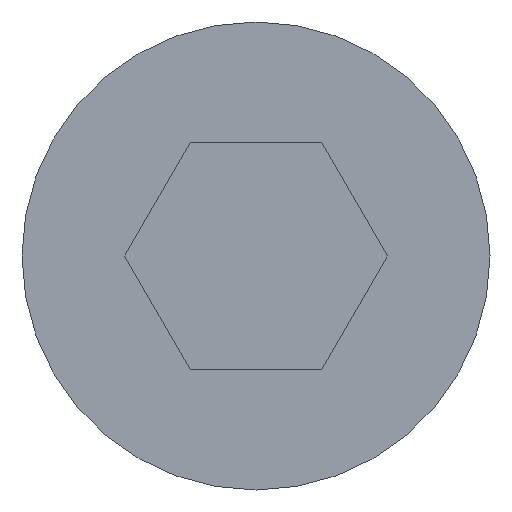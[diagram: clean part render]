
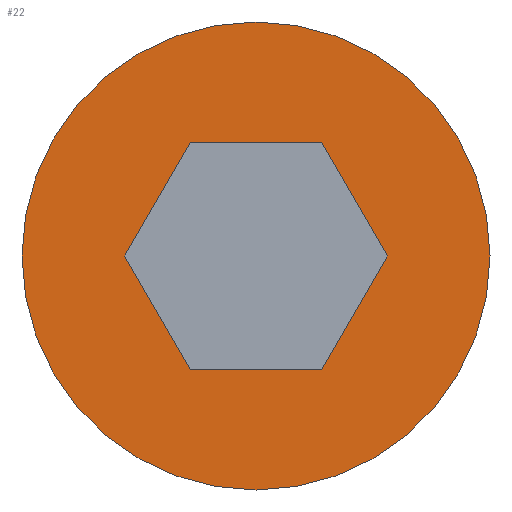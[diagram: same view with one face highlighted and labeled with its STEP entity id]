
A CAD part, front view. The second image highlights one B-rep face of the part: STEP entity #22.
In plain terms, the highlighted planar face has unit normal (0, -1, 0).
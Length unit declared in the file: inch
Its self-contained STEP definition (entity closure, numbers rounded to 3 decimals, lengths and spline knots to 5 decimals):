
#2 = FACE_OUTER_BOUND ( 'NONE', #387, .T. ) ;
#5 = CARTESIAN_POINT ( 'NONE',  ( 0.03157, 0., 0.05469 ) ) ;
#16 = VERTEX_POINT ( 'NONE', #94 ) ;
#22 = ADVANCED_FACE ( 'NONE', ( #338, #2 ), #452, .F. ) ;
#31 = DIRECTION ( 'NONE',  ( 0.5, 0., 0.866 ) ) ;
#37 = DIRECTION ( 'NONE',  ( -1., 0., 0. ) ) ;
#45 = EDGE_LOOP ( 'NONE', ( #369, #202, #189, #49, #190, #58 ) ) ;
#47 = EDGE_CURVE ( 'NONE', #297, #227, #91, .T. ) ;
#49 = ORIENTED_EDGE ( 'NONE', *, *, #398, .F. ) ;
#53 = DIRECTION ( 'NONE',  ( 0., 1., 0. ) ) ;
#58 = ORIENTED_EDGE ( 'NONE', *, *, #425, .F. ) ;
#65 = CARTESIAN_POINT ( 'NONE',  ( 0.06315, 0., 0. ) ) ;
#68 = VERTEX_POINT ( 'NONE', #329 ) ;
#73 = DIRECTION ( 'NONE',  ( -0.5, 0., 0.866 ) ) ;
#91 = CIRCLE ( 'NONE', #251, 0.1125 ) ;
#94 = CARTESIAN_POINT ( 'NONE',  ( -0.06315, 0., 0. ) ) ;
#109 = CARTESIAN_POINT ( 'NONE',  ( -0.03157, 0., -0.05469 ) ) ;
#114 = CARTESIAN_POINT ( 'NONE',  ( 0.06315, 0., 0. ) ) ;
#132 = ORIENTED_EDGE ( 'NONE', *, *, #47, .F. ) ;
#137 = ORIENTED_EDGE ( 'NONE', *, *, #162, .F. ) ;
#162 = EDGE_CURVE ( 'NONE', #227, #297, #172, .T. ) ;
#165 = CARTESIAN_POINT ( 'NONE',  ( 0., 0., 0. ) ) ;
#172 = CIRCLE ( 'NONE', #188, 0.1125 ) ;
#174 = DIRECTION ( 'NONE',  ( 0., 0., 1. ) ) ;
#180 = DIRECTION ( 'NONE',  ( 1., 0., 0. ) ) ;
#188 = AXIS2_PLACEMENT_3D ( 'NONE', #165, #53, #174 ) ;
#189 = ORIENTED_EDGE ( 'NONE', *, *, #325, .F. ) ;
#190 = ORIENTED_EDGE ( 'NONE', *, *, #307, .F. ) ;
#192 = LINE ( 'NONE', #109, #445 ) ;
#198 = DIRECTION ( 'NONE',  ( -0.5, 0., -0.866 ) ) ;
#200 = CARTESIAN_POINT ( 'NONE',  ( -0.03157, 0., 0.05469 ) ) ;
#201 = CARTESIAN_POINT ( 'NONE',  ( 0.03157, 0., -0.05469 ) ) ;
#202 = ORIENTED_EDGE ( 'NONE', *, *, #371, .F. ) ;
#209 = CARTESIAN_POINT ( 'NONE',  ( -0.03157, 0., 0.05469 ) ) ;
#227 = VERTEX_POINT ( 'NONE', #465 ) ;
#234 = CARTESIAN_POINT ( 'NONE',  ( -0.06315, 0., 0. ) ) ;
#251 = AXIS2_PLACEMENT_3D ( 'NONE', #326, #313, #310 ) ;
#260 = VERTEX_POINT ( 'NONE', #300 ) ;
#263 = AXIS2_PLACEMENT_3D ( 'NONE', #409, #407, #391 ) ;
#264 = CARTESIAN_POINT ( 'NONE',  ( 0.03157, 0., -0.05469 ) ) ;
#268 = DIRECTION ( 'NONE',  ( 0.5, 0., -0.866 ) ) ;
#291 = VERTEX_POINT ( 'NONE', #264 ) ;
#297 = VERTEX_POINT ( 'NONE', #299 ) ;
#299 = CARTESIAN_POINT ( 'NONE',  ( 0., 0., 0.1125 ) ) ;
#300 = CARTESIAN_POINT ( 'NONE',  ( 0.03157, 0., 0.05469 ) ) ;
#307 = EDGE_CURVE ( 'NONE', #323, #16, #401, .T. ) ;
#310 = DIRECTION ( 'NONE',  ( 0., 0., 1. ) ) ;
#313 = DIRECTION ( 'NONE',  ( 0., 1., 0. ) ) ;
#315 = VECTOR ( 'NONE', #37, 39.37008 ) ;
#321 = VERTEX_POINT ( 'NONE', #114 ) ;
#323 = VERTEX_POINT ( 'NONE', #209 ) ;
#325 = EDGE_CURVE ( 'NONE', #68, #291, #192, .T. ) ;
#326 = CARTESIAN_POINT ( 'NONE',  ( 0., 0., 0. ) ) ;
#327 = LINE ( 'NONE', #5, #315 ) ;
#329 = CARTESIAN_POINT ( 'NONE',  ( -0.03157, 0., -0.05469 ) ) ;
#331 = EDGE_CURVE ( 'NONE', #321, #260, #379, .T. ) ;
#337 = LINE ( 'NONE', #234, #353 ) ;
#338 = FACE_BOUND ( 'NONE', #45, .T. ) ;
#347 = VECTOR ( 'NONE', #31, 39.37008 ) ;
#349 = LINE ( 'NONE', #201, #347 ) ;
#353 = VECTOR ( 'NONE', #268, 39.37008 ) ;
#369 = ORIENTED_EDGE ( 'NONE', *, *, #331, .F. ) ;
#371 = EDGE_CURVE ( 'NONE', #291, #321, #349, .T. ) ;
#375 = VECTOR ( 'NONE', #73, 39.37008 ) ;
#379 = LINE ( 'NONE', #65, #375 ) ;
#387 = EDGE_LOOP ( 'NONE', ( #137, #132 ) ) ;
#391 = DIRECTION ( 'NONE',  ( 0., 0., 1. ) ) ;
#398 = EDGE_CURVE ( 'NONE', #16, #68, #337, .T. ) ;
#401 = LINE ( 'NONE', #200, #440 ) ;
#407 = DIRECTION ( 'NONE',  ( 0., 1., 0. ) ) ;
#409 = CARTESIAN_POINT ( 'NONE',  ( 0., 0., 0. ) ) ;
#425 = EDGE_CURVE ( 'NONE', #260, #323, #327, .T. ) ;
#440 = VECTOR ( 'NONE', #198, 39.37008 ) ;
#445 = VECTOR ( 'NONE', #180, 39.37008 ) ;
#452 = PLANE ( 'NONE',  #263 ) ;
#465 = CARTESIAN_POINT ( 'NONE',  ( 0., 0., -0.1125 ) ) ;
